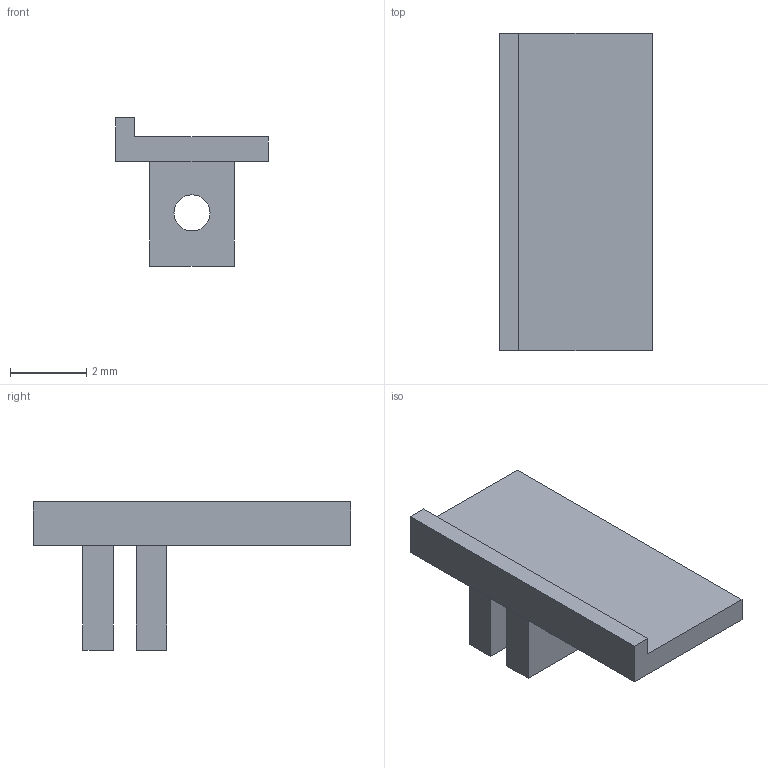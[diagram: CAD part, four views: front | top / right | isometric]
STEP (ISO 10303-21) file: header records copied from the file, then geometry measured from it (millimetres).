
FILE_DESCRIPTION(/* description */ (''),/* implementation_level */ '2;1');
FILE_NAME(/* name */ 'arm_neg50um_wneg10um_noNut_aluminum_v09.step',/* time_stamp */ '2021-03-09T15:43:18-05:00',/* author */ (''),/* organization */ (''),/* preprocessor_version */ 'ST-DEVELOPER v18.1',/* originating_system */ 'Autodesk Translation Framework v9.10.0.1330',/* authorisation */ '');
FILE_SCHEMA (('AUTOMOTIVE_DESIGN { 1 0 10303 214 3 1 1 }'));
Length unit declared in the file: millimetre
Products named in the file (1): arm_neg50um_wneg10um_noNut_aluminum
Bounding box: 4 x 8.35 x 3.9 mm (x, y, z)
Volume: 32.4 mm3; surface area: 126.8 mm2
Topology: 1 solids, 1 shells, 20 faces, 48 edges, 32 vertices
Faces by surface type: plane 18, cylinder 2
Full cylindrical faces by diameter (mm): 0.95 x1, 1 x1
Entity records: 617 total; most frequent: CARTESIAN_POINT 101, ORIENTED_EDGE 96, DIRECTION 94, EDGE_CURVE 48, LINE 44, VECTOR 44, VERTEX_POINT 32, EDGE_LOOP 26
